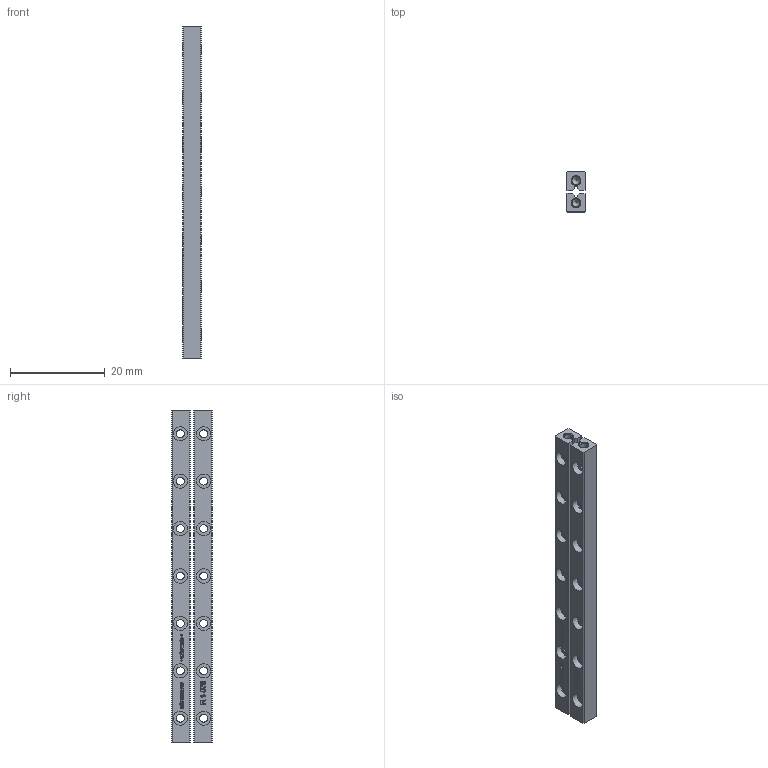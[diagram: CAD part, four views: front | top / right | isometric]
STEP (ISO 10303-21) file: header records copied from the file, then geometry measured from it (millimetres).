
FILE_DESCRIPTION(('FreeCAD Model'),'2;1');
FILE_NAME('R 1-070.step','2020-07-23T17:16:33',('Author'),(''), 'Open CASCADE STEP processor 6.8','FreeCAD','Unknown');
FILE_SCHEMA(('AUTOMOTIVE_DESIGN_CC2 { 1 2 10303 214 -1 1 5 4 }'));
Length unit declared in the file: millimetre
Products named in the file (2): ASSEMBLY; Cut001
Assembly tree (1 placements, depth 2):
  ASSEMBLY
    Cut001
Bounding box: 4 x 8.5 x 70 mm (x, y, z)
Volume: 1840.1 mm3; surface area: 2729.3 mm2
Topology: 2 solids, 2 shells, 606 faces, 1628 edges, 1078 vertices
Faces by surface type: extrusion 362, plane 188, cylinder 34, cone 22
Full cylindrical faces by diameter (mm): 1.65 x14, 1.7 x4, 3 x14
Entity records: 40399 total; most frequent: CARTESIAN_POINT 10111, DIRECTION 4346, VECTOR 3636, LINE 3274, ORIENTED_EDGE 3248, PCURVE 3248, DEFINITIONAL_REPRESENTATION 3248, B_SPLINE_CURVE_WITH_KNOTS 1810
